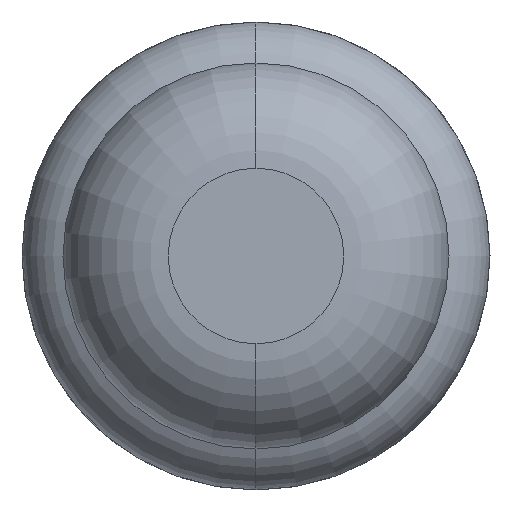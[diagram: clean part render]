
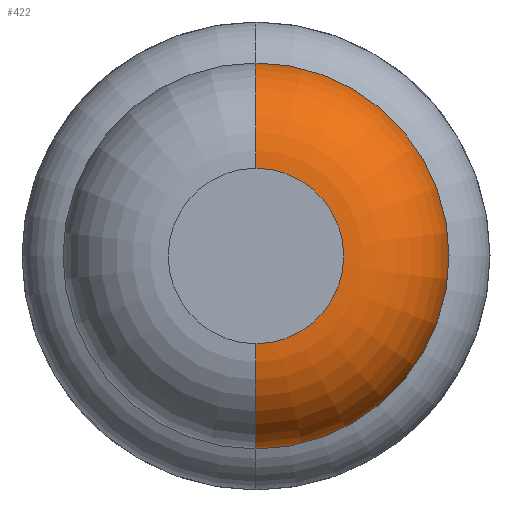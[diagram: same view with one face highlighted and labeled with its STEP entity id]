
A CAD part, front view. The second image highlights one B-rep face of the part: STEP entity #422.
In plain terms, the highlighted toroidal (fillet/blend) face has major radius 0.375 mm and minor radius 0.45 mm.
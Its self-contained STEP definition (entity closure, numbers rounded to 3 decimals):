
#24 = CARTESIAN_POINT ( 'NONE',  ( 0., -28.55, 0.375 ) ) ;
#54 = EDGE_CURVE ( 'NONE', #3389, #4756, #3763, .T. ) ;
#201 = CIRCLE ( 'NONE', #2905, 0.45 ) ;
#264 = CARTESIAN_POINT ( 'NONE',  ( 0., -28.55, -0.375 ) ) ;
#422 = ADVANCED_FACE ( 'Defeature ausgef�hrt1_2', ( #1951 ), #4312, .T. ) ;
#468 = DIRECTION ( 'NONE',  ( -1., 0., 0. ) ) ;
#579 = EDGE_CURVE ( 'Defeature ausgef�hrt1_2+Defeature ausgef�hrt1_1+Defeature ausgef�hrt1_1+Defeature ausgef�hrt1_1', #3389, #2622, #4115, .T. ) ;
#674 = DIRECTION ( 'NONE',  ( 0., 1., 0. ) ) ;
#698 = DIRECTION ( 'NONE',  ( 0., 0., -1. ) ) ;
#703 = CARTESIAN_POINT ( 'NONE',  ( 0., -28.55, 0. ) ) ;
#1223 = VERTEX_POINT ( 'NONE', #4295 ) ;
#1502 = AXIS2_PLACEMENT_3D ( 'NONE', #703, #2323, #2687 ) ;
#1779 = CIRCLE ( 'NONE', #1502, 0.825 ) ;
#1951 = FACE_OUTER_BOUND ( 'NONE', #3931, .T. ) ;
#2125 = ORIENTED_EDGE ( 'NONE', *, *, #3850, .F. ) ;
#2250 = CARTESIAN_POINT ( 'NONE',  ( 0., -29., 0.375 ) ) ;
#2323 = DIRECTION ( 'NONE',  ( 0., 1., 0. ) ) ;
#2622 = VERTEX_POINT ( 'NONE', #3980 ) ;
#2687 = DIRECTION ( 'NONE',  ( 0., 0., 1. ) ) ;
#2905 = AXIS2_PLACEMENT_3D ( 'NONE', #264, #3093, #698 ) ;
#3027 = DIRECTION ( 'NONE',  ( 0., 0., 1. ) ) ;
#3093 = DIRECTION ( 'NONE',  ( 1., 0., 0. ) ) ;
#3257 = ORIENTED_EDGE ( 'NONE', *, *, #579, .T. ) ;
#3323 = DIRECTION ( 'NONE',  ( 0., 0., 1. ) ) ;
#3389 = VERTEX_POINT ( 'NONE', #2250 ) ;
#3511 = DIRECTION ( 'NONE',  ( 0., 0., 1. ) ) ;
#3746 = AXIS2_PLACEMENT_3D ( 'NONE', #24, #468, #3323 ) ;
#3763 = CIRCLE ( 'NONE', #3746, 0.45 ) ;
#3850 = EDGE_CURVE ( 'Defeature ausgef�hrt1_3+Defeature ausgef�hrt1_2+Defeature ausgef�hrt1_2+Defeature ausgef�hrt1_2', #4756, #1223, #1779, .T. ) ;
#3918 = ORIENTED_EDGE ( 'NONE', *, *, #5152, .T. ) ;
#3925 = CARTESIAN_POINT ( 'NONE',  ( 0., -29., 0. ) ) ;
#3931 = EDGE_LOOP ( 'NONE', ( #3257, #3918, #2125, #4991 ) ) ;
#3980 = CARTESIAN_POINT ( 'NONE',  ( 0., -29., -0.375 ) ) ;
#4030 = AXIS2_PLACEMENT_3D ( 'NONE', #4200, #4623, #3027 ) ;
#4115 = CIRCLE ( 'NONE', #5231, 0.375 ) ;
#4200 = CARTESIAN_POINT ( 'NONE',  ( 0., -28.55, 0. ) ) ;
#4295 = CARTESIAN_POINT ( 'NONE',  ( 0., -28.55, -0.825 ) ) ;
#4312 = TOROIDAL_SURFACE ( 'NONE', #4030, 0.375, 0.45 ) ;
#4623 = DIRECTION ( 'NONE',  ( 0., 1., 0. ) ) ;
#4756 = VERTEX_POINT ( 'NONE', #4952 ) ;
#4952 = CARTESIAN_POINT ( 'NONE',  ( 0., -28.55, 0.825 ) ) ;
#4991 = ORIENTED_EDGE ( 'NONE', *, *, #54, .F. ) ;
#5152 = EDGE_CURVE ( 'NONE', #2622, #1223, #201, .T. ) ;
#5231 = AXIS2_PLACEMENT_3D ( 'NONE', #3925, #674, #3511 ) ;
